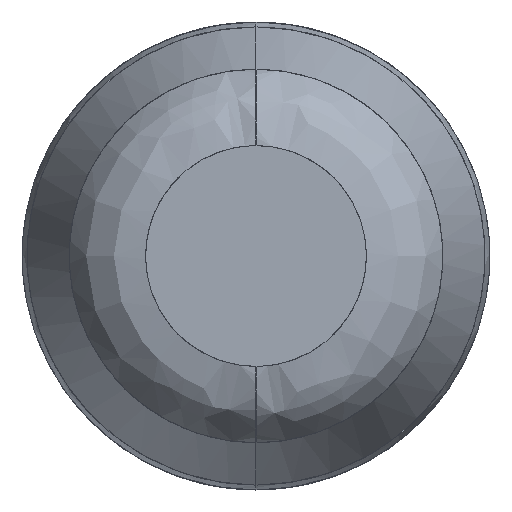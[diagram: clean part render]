
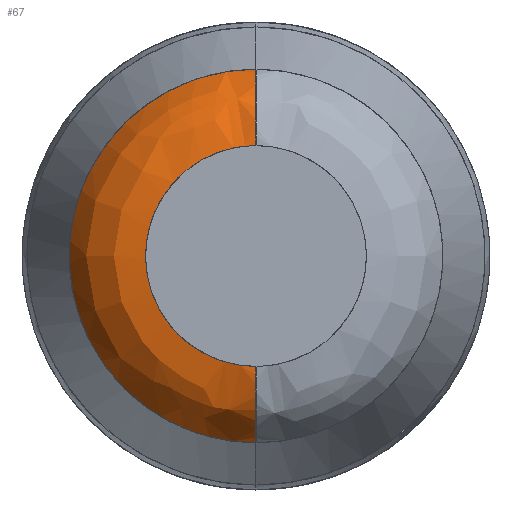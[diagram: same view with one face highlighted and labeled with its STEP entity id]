
A CAD part, left-side view. The second image highlights one B-rep face of the part: STEP entity #67.
In plain terms, the highlighted free-form (B-spline) face has degree [3, 3] with [4, 4] control points.
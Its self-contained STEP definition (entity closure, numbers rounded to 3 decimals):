
#67 = ADVANCED_FACE('',(#68),#106,.T.);
#68 = FACE_BOUND('',#69,.T.);
#69 = EDGE_LOOP('',(#70,#82,#90,#100));
#70 = ORIENTED_EDGE('',*,*,#71,.T.);
#71 = EDGE_CURVE('',#72,#74,#76,.T.);
#72 = VERTEX_POINT('',#73);
#73 = CARTESIAN_POINT('',(35.825,43.951,3.737)
  );
#74 = VERTEX_POINT('',#75);
#75 = CARTESIAN_POINT('',(35.825,43.951,-3.737
    ));
#76 = ( BOUNDED_CURVE() B_SPLINE_CURVE(2,(#77,#78,#79,#80,#81),
.UNSPECIFIED.,.F.,.F.) B_SPLINE_CURVE_WITH_KNOTS((3,2,3),(0.,
1.571,3.142),.PIECEWISE_BEZIER_KNOTS.) CURVE() 
GEOMETRIC_REPRESENTATION_ITEM() RATIONAL_B_SPLINE_CURVE((1.,
0.707,1.,0.707,1.)) REPRESENTATION_ITEM('') );
#77 = CARTESIAN_POINT('',(35.825,43.951,3.737)
  );
#78 = CARTESIAN_POINT('',(35.825,47.687,3.737)
  );
#79 = CARTESIAN_POINT('',(35.825,47.687,
    0.));
#80 = CARTESIAN_POINT('',(35.825,47.687,-3.737
    ));
#81 = CARTESIAN_POINT('',(35.825,43.951,-3.737
    ));
#82 = ORIENTED_EDGE('',*,*,#83,.T.);
#83 = EDGE_CURVE('',#74,#84,#86,.T.);
#84 = VERTEX_POINT('',#85);
#85 = CARTESIAN_POINT('',(34.754,43.951,
    -2.207));
#86 = ( BOUNDED_CURVE() B_SPLINE_CURVE(2,(#87,#88,#89),.UNSPECIFIED.,.F.
,.F.) B_SPLINE_CURVE_WITH_KNOTS((3,3),(0.,
1.222),.PIECEWISE_BEZIER_KNOTS.) CURVE() 
GEOMETRIC_REPRESENTATION_ITEM() RATIONAL_B_SPLINE_CURVE((1.,
0.819,1.)) REPRESENTATION_ITEM('') );
#87 = CARTESIAN_POINT('',(35.825,43.951,-3.737)
  );
#88 = CARTESIAN_POINT('',(34.754,43.951,-3.347)
  );
#89 = CARTESIAN_POINT('',(34.754,43.951,-2.207)
  );
#90 = ORIENTED_EDGE('',*,*,#91,.T.);
#91 = EDGE_CURVE('',#84,#92,#94,.T.);
#92 = VERTEX_POINT('',#93);
#93 = CARTESIAN_POINT('',(34.754,43.951,2.207
    ));
#94 = ( BOUNDED_CURVE() B_SPLINE_CURVE(2,(#95,#96,#97,#98,#99),
.UNSPECIFIED.,.F.,.F.) B_SPLINE_CURVE_WITH_KNOTS((3,2,3),(0.,
1.571,3.142),.PIECEWISE_BEZIER_KNOTS.) CURVE() 
GEOMETRIC_REPRESENTATION_ITEM() RATIONAL_B_SPLINE_CURVE((1.,
0.707,1.,0.707,1.)) REPRESENTATION_ITEM('') );
#95 = CARTESIAN_POINT('',(34.754,43.951,
    -2.207));
#96 = CARTESIAN_POINT('',(34.754,46.158,
    -2.207));
#97 = CARTESIAN_POINT('',(34.754,46.158,
    0.));
#98 = CARTESIAN_POINT('',(34.754,46.158,2.207
    ));
#99 = CARTESIAN_POINT('',(34.754,43.951,2.207
    ));
#100 = ORIENTED_EDGE('',*,*,#101,.T.);
#101 = EDGE_CURVE('',#92,#72,#102,.T.);
#102 = ( BOUNDED_CURVE() B_SPLINE_CURVE(2,(#103,#104,#105),
.UNSPECIFIED.,.F.,.F.) B_SPLINE_CURVE_WITH_KNOTS((3,3),(
0.,1.222),.PIECEWISE_BEZIER_KNOTS.) CURVE() 
GEOMETRIC_REPRESENTATION_ITEM() RATIONAL_B_SPLINE_CURVE((1.,
0.819,1.)) REPRESENTATION_ITEM('') );
#103 = CARTESIAN_POINT('',(34.754,43.951,
    2.207));
#104 = CARTESIAN_POINT('',(34.754,43.951,
    3.347));
#105 = CARTESIAN_POINT('',(35.825,43.951,
    3.737));
#106 = ( BOUNDED_SURFACE() B_SPLINE_SURFACE(3,3,(
    (#107,#108,#109,#110)
    ,(#111,#112,#113,#114)
    ,(#115,#116,#117,#118)
    ,(#119,#120,#121,#122
)),.UNSPECIFIED.,.F.,.F.,.F.) B_SPLINE_SURFACE_WITH_KNOTS((4,4),(4,4),(
    0.,1.),(0.,1.),.PIECEWISE_BEZIER_KNOTS.) 
GEOMETRIC_REPRESENTATION_ITEM() RATIONAL_B_SPLINE_SURFACE((
    (1.,0.333,0.333,1.)
    ,(0.839,0.28,0.28,0.839)
    ,(0.839,0.28,0.28,0.839)
,(1.,0.333,0.333,1.
))) REPRESENTATION_ITEM('') SURFACE() );
#107 = CARTESIAN_POINT('',(34.762,43.951,2.045
    ));
#108 = CARTESIAN_POINT('',(34.762,48.04,2.045
    ));
#109 = CARTESIAN_POINT('',(34.762,48.04,
    -2.045));
#110 = CARTESIAN_POINT('',(34.762,43.951,
    -2.045));
#111 = CARTESIAN_POINT('',(34.677,43.951,
    2.885));
#112 = CARTESIAN_POINT('',(34.677,49.72,2.885
    ));
#113 = CARTESIAN_POINT('',(34.677,49.72,
    -2.885));
#114 = CARTESIAN_POINT('',(34.677,43.951,
    -2.885));
#115 = CARTESIAN_POINT('',(35.162,43.951,
    3.576));
#116 = CARTESIAN_POINT('',(35.162,51.104,
    3.576));
#117 = CARTESIAN_POINT('',(35.162,51.104,
    -3.576));
#118 = CARTESIAN_POINT('',(35.162,43.951,
    -3.576));
#119 = CARTESIAN_POINT('',(35.98,43.951,
    3.785));
#120 = CARTESIAN_POINT('',(35.98,51.52,
    3.785));
#121 = CARTESIAN_POINT('',(35.98,51.52,
    -3.785));
#122 = CARTESIAN_POINT('',(35.98,43.951,
    -3.785));
